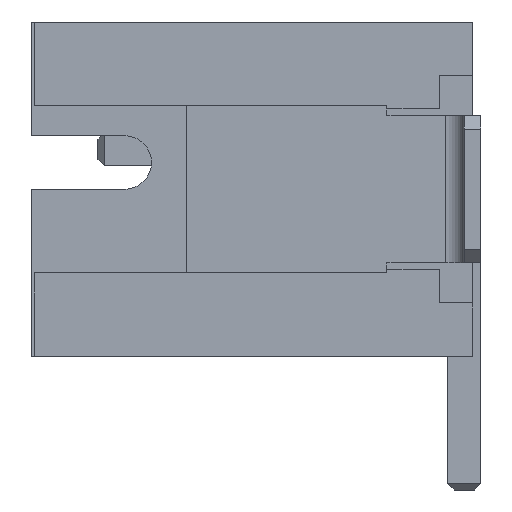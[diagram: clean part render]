
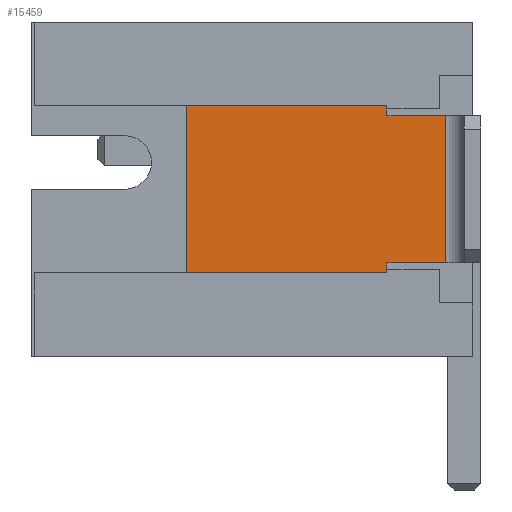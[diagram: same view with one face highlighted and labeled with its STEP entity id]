
A CAD part, left-side view. The second image highlights one B-rep face of the part: STEP entity #15459.
In plain terms, the highlighted planar face has unit normal (-1, 0, 0).
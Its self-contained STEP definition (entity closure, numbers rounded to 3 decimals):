
#82 = DIRECTION ( 'NONE',  ( 0., -1., 0. ) ) ;
#175 = LINE ( 'NONE', #5140, #1330 ) ;
#375 = ORIENTED_EDGE ( 'NONE', *, *, #1381, .T. ) ;
#387 = EDGE_CURVE ( 'NONE', #9861, #18271, #12228, .T. ) ;
#625 = VECTOR ( 'NONE', #82, 1000. ) ;
#630 = VECTOR ( 'NONE', #21410, 1000. ) ;
#643 = ORIENTED_EDGE ( 'NONE', *, *, #6157, .F. ) ;
#1264 = EDGE_CURVE ( 'NONE', #18271, #2395, #7914, .T. ) ;
#1330 = VECTOR ( 'NONE', #23672, 1000. ) ;
#1381 = EDGE_CURVE ( 'NONE', #4050, #24808, #12908, .T. ) ;
#2198 = CARTESIAN_POINT ( 'NONE',  ( 0.275, 1.405, -1.25 ) ) ;
#2395 = VERTEX_POINT ( 'NONE', #7602 ) ;
#2422 = ORIENTED_EDGE ( 'NONE', *, *, #1264, .T. ) ;
#2620 = CARTESIAN_POINT ( 'NONE',  ( 0.275, 1.405, -1.25 ) ) ;
#3025 = DIRECTION ( 'NONE',  ( 0., 0., 1. ) ) ;
#3082 = VECTOR ( 'NONE', #21392, 1000. ) ;
#3758 = EDGE_CURVE ( 'NONE', #16891, #9101, #9476, .T. ) ;
#3888 = CARTESIAN_POINT ( 'NONE',  ( 0.275, 1.405, 1.25 ) ) ;
#3940 = CARTESIAN_POINT ( 'NONE',  ( 0.275, 1.405, -1.1 ) ) ;
#4029 = EDGE_CURVE ( 'NONE', #24808, #12682, #17833, .T. ) ;
#4050 = VERTEX_POINT ( 'NONE', #6062 ) ;
#5140 = CARTESIAN_POINT ( 'NONE',  ( 0.275, 4.405, -1.25 ) ) ;
#5242 = PLANE ( 'NONE',  #22918 ) ;
#5572 = DIRECTION ( 'NONE',  ( 0., -1., 0. ) ) ;
#6062 = CARTESIAN_POINT ( 'NONE',  ( 0.275, 1.405, 1.2 ) ) ;
#6157 = EDGE_CURVE ( 'NONE', #9101, #6183, #11209, .T. ) ;
#6183 = VERTEX_POINT ( 'NONE', #19460 ) ;
#6793 = LINE ( 'NONE', #25582, #630 ) ;
#7380 = DIRECTION ( 'NONE',  ( 0., 0., -1. ) ) ;
#7515 = CARTESIAN_POINT ( 'NONE',  ( 0.275, 1.405, 1.25 ) ) ;
#7602 = CARTESIAN_POINT ( 'NONE',  ( 0.275, 1.405, -1.2 ) ) ;
#7815 = ORIENTED_EDGE ( 'NONE', *, *, #14233, .T. ) ;
#7914 = LINE ( 'NONE', #20362, #9086 ) ;
#9086 = VECTOR ( 'NONE', #14923, 1000. ) ;
#9101 = VERTEX_POINT ( 'NONE', #15619 ) ;
#9223 = ORIENTED_EDGE ( 'NONE', *, *, #387, .T. ) ;
#9476 = LINE ( 'NONE', #13380, #17138 ) ;
#9734 = ORIENTED_EDGE ( 'NONE', *, *, #3758, .F. ) ;
#9861 = VERTEX_POINT ( 'NONE', #14009 ) ;
#10223 = VECTOR ( 'NONE', #14069, 1000. ) ;
#11074 = ORIENTED_EDGE ( 'NONE', *, *, #4029, .T. ) ;
#11209 = LINE ( 'NONE', #23278, #3082 ) ;
#12228 = LINE ( 'NONE', #12506, #625 ) ;
#12506 = CARTESIAN_POINT ( 'NONE',  ( 0.275, 1.405, -1.25 ) ) ;
#12560 = ORIENTED_EDGE ( 'NONE', *, *, #22390, .T. ) ;
#12682 = VERTEX_POINT ( 'NONE', #14063 ) ;
#12837 = EDGE_LOOP ( 'NONE', ( #9223, #2422, #14182, #7815, #643, #9734, #18273, #375, #11074, #12560 ) ) ;
#12908 = LINE ( 'NONE', #2620, #15546 ) ;
#13380 = CARTESIAN_POINT ( 'NONE',  ( 0.275, 1.405, 1.1 ) ) ;
#13414 = EDGE_CURVE ( 'NONE', #16891, #4050, #6793, .T. ) ;
#13987 = VECTOR ( 'NONE', #19555, 1000. ) ;
#14009 = CARTESIAN_POINT ( 'NONE',  ( 0.275, 4.405, -1.25 ) ) ;
#14063 = CARTESIAN_POINT ( 'NONE',  ( 0.275, 4.405, 1.25 ) ) ;
#14069 = DIRECTION ( 'NONE',  ( 0., -1., 0. ) ) ;
#14182 = ORIENTED_EDGE ( 'NONE', *, *, #17235, .T. ) ;
#14233 = EDGE_CURVE ( 'NONE', #22055, #6183, #20443, .T. ) ;
#14923 = DIRECTION ( 'NONE',  ( 0., 0., 1. ) ) ;
#15361 = LINE ( 'NONE', #25396, #13987 ) ;
#15459 = ADVANCED_FACE ( 'NONE', ( #17680 ), #5242, .F. ) ;
#15546 = VECTOR ( 'NONE', #3025, 1000. ) ;
#15619 = CARTESIAN_POINT ( 'NONE',  ( 0.275, 0.525, 1.1 ) ) ;
#16180 = DIRECTION ( 'NONE',  ( 0., 1., 0. ) ) ;
#16891 = VERTEX_POINT ( 'NONE', #25044 ) ;
#17138 = VECTOR ( 'NONE', #5572, 1000. ) ;
#17163 = VECTOR ( 'NONE', #16180, 1000. ) ;
#17235 = EDGE_CURVE ( 'NONE', #2395, #22055, #15361, .T. ) ;
#17680 = FACE_OUTER_BOUND ( 'NONE', #12837, .T. ) ;
#17833 = LINE ( 'NONE', #7515, #17163 ) ;
#18271 = VERTEX_POINT ( 'NONE', #2198 ) ;
#18273 = ORIENTED_EDGE ( 'NONE', *, *, #13414, .T. ) ;
#19460 = CARTESIAN_POINT ( 'NONE',  ( 0.275, 0.525, -1.1 ) ) ;
#19540 = DIRECTION ( 'NONE',  ( 1., 0., 0. ) ) ;
#19555 = DIRECTION ( 'NONE',  ( 0., 0., 1. ) ) ;
#19951 = CARTESIAN_POINT ( 'NONE',  ( 0.275, 1.405, -1.1 ) ) ;
#20362 = CARTESIAN_POINT ( 'NONE',  ( 0.275, 1.405, -1.25 ) ) ;
#20443 = LINE ( 'NONE', #3940, #10223 ) ;
#21392 = DIRECTION ( 'NONE',  ( 0., 0., -1. ) ) ;
#21410 = DIRECTION ( 'NONE',  ( 0., 0., 1. ) ) ;
#22055 = VERTEX_POINT ( 'NONE', #19951 ) ;
#22390 = EDGE_CURVE ( 'NONE', #12682, #9861, #175, .T. ) ;
#22918 = AXIS2_PLACEMENT_3D ( 'NONE', #23351, #19540, #7380 ) ;
#23278 = CARTESIAN_POINT ( 'NONE',  ( 0.275, 0.525, -1.1 ) ) ;
#23351 = CARTESIAN_POINT ( 'NONE',  ( 0.275, 0.125, -2.5 ) ) ;
#23672 = DIRECTION ( 'NONE',  ( 0., 0., -1. ) ) ;
#24808 = VERTEX_POINT ( 'NONE', #3888 ) ;
#25044 = CARTESIAN_POINT ( 'NONE',  ( 0.275, 1.405, 1.1 ) ) ;
#25396 = CARTESIAN_POINT ( 'NONE',  ( 0.275, 1.405, -1.25 ) ) ;
#25582 = CARTESIAN_POINT ( 'NONE',  ( 0.275, 1.405, -1.25 ) ) ;
